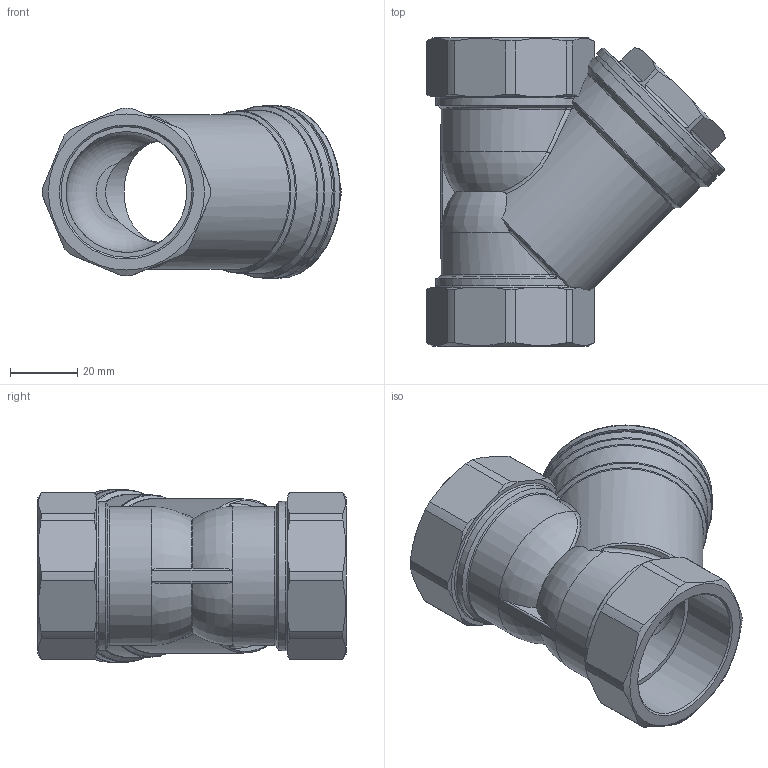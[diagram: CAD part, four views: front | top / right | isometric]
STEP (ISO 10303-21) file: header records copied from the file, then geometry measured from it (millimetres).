
FILE_DESCRIPTION(/* description */ ('Unknown'),/* implementation_level */ '2;1');
FILE_NAME(/* name */ '1050-07',/* time_stamp */ '2022-01-28T10:49:27+01:00',/* author */ ('Unknown'),/* organization */ ('Unknown'),/* preprocessor_version */ 'ST-DEVELOPER v16.7',/* originating_system */ 'Solid Edge',/* authorisation */ 'Unknown');
FILE_SCHEMA (('AUTOMOTIVE_DESIGN {1 0 10303 214 3 1 1}'));
Length unit declared in the file: millimetre
Products named in the file (4): 1050-07_(2.610.032); 2.610.032-Dichtung; 2.610.032-Deckel; 2.610.032-Körper
Assembly tree (3 placements, depth 2):
  1050-07_(2.610.032)
    2.610.032-Dichtung
    2.610.032-Deckel
    2.610.032-Körper
Bounding box: 89.09 x 92 x 51.5 mm (x, y, z)
Volume: 65087 mm3; surface area: 43602.5 mm2
Topology: 3 solids, 3 shells, 167 faces, 453 edges, 297 vertices
Faces by surface type: cylinder 51, plane 50, cone 33, torus 17, bspline 16
Full cylindrical faces by diameter (mm): 30 x1, 30.5 x1, 35 x1, 36 x2, 38.952 x2, 43.376 x2, 44 x1, 44.5 x1, 45 x1, 50.5 x1, 51.5 x1
Entity records: 6778 total; most frequent: CARTESIAN_POINT 1739, ORIENTED_EDGE 830, DIRECTION 735, EDGE_CURVE 415, AXIS2_PLACEMENT_3D 323, VERTEX_POINT 281, EDGE_LOOP 202, FACE_BOUND 202
